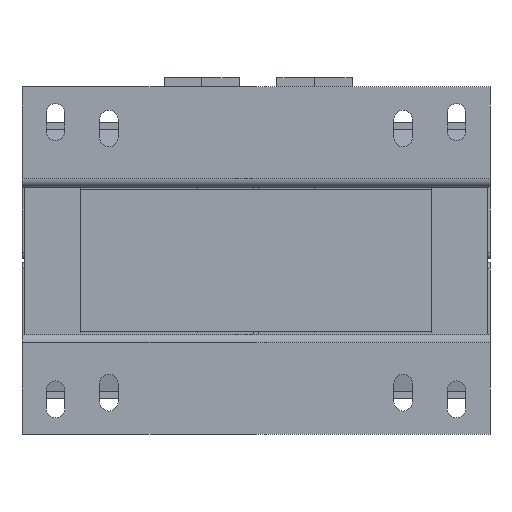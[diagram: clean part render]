
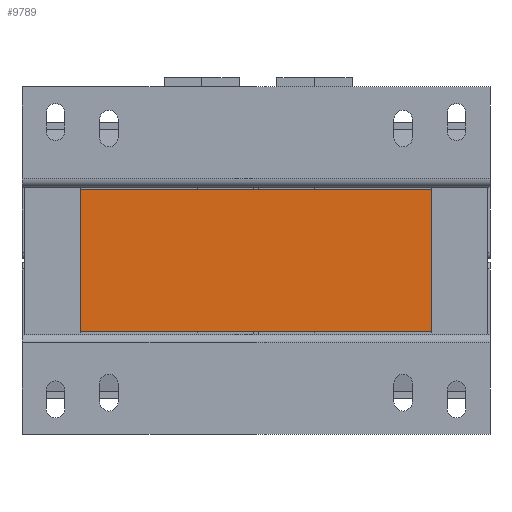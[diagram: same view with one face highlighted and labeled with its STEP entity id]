
A CAD part, front view. The second image highlights one B-rep face of the part: STEP entity #9789.
In plain terms, the highlighted planar face has unit normal (0, -1, 0).
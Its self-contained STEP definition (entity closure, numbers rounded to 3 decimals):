
#336 = DIRECTION ( 'NONE',  ( 0., 1., 0. ) ) ;
#451 = DIRECTION ( 'NONE',  ( 1., 0., 0. ) ) ;
#1303 = VECTOR ( 'NONE', #19276, 1000. ) ;
#1690 = DIRECTION ( 'NONE',  ( 0., 0., -1. ) ) ;
#3317 = ORIENTED_EDGE ( 'NONE', *, *, #10191, .F. ) ;
#3424 = VECTOR ( 'NONE', #1690, 1000. ) ;
#3811 = AXIS2_PLACEMENT_3D ( 'NONE', #9233, #336, #7970 ) ;
#4290 = CARTESIAN_POINT ( 'NONE',  ( -105., -175., 42.5 ) ) ;
#4378 = LINE ( 'NONE', #17031, #19497 ) ;
#4958 = VERTEX_POINT ( 'NONE', #4290 ) ;
#4959 = CARTESIAN_POINT ( 'NONE',  ( -105., -175., 42.5 ) ) ;
#4982 = EDGE_CURVE ( 'Defeature ausgef�hrt2_507+Defeature ausgef�hrt2_38+Defeature ausgef�hrt2_46+Defeature ausgef�hrt2_96', #6267, #17162, #5077, .T. ) ;
#5077 = LINE ( 'NONE', #7375, #1303 ) ;
#5546 = LINE ( 'NONE', #9158, #3424 ) ;
#6267 = VERTEX_POINT ( 'NONE', #9837 ) ;
#6372 = EDGE_LOOP ( 'NONE', ( #15589, #3317, #8102, #13478 ) ) ;
#6740 = VECTOR ( 'NONE', #11124, 1000. ) ;
#7375 = CARTESIAN_POINT ( 'NONE',  ( 105., -175., -42.5 ) ) ;
#7970 = DIRECTION ( 'NONE',  ( 0., 0., 1. ) ) ;
#8102 = ORIENTED_EDGE ( 'NONE', *, *, #10334, .F. ) ;
#9158 = CARTESIAN_POINT ( 'NONE',  ( 105., -175., 42.5 ) ) ;
#9233 = CARTESIAN_POINT ( 'NONE',  ( 105., -175., 42.5 ) ) ;
#9333 = EDGE_CURVE ( 'Defeature ausgef�hrt2_507+Defeature ausgef�hrt2_46+Defeature ausgef�hrt2_36+Defeature ausgef�hrt2_38', #4958, #6267, #17402, .T. ) ;
#9789 = ADVANCED_FACE ( 'Defeature ausgef�hrt2_507', ( #17661 ), #11033, .F. ) ;
#9837 = CARTESIAN_POINT ( 'NONE',  ( -105., -175., -42.5 ) ) ;
#10191 = EDGE_CURVE ( 'Defeature ausgef�hrt2_96+Defeature ausgef�hrt2_507+Defeature ausgef�hrt2_36+Defeature ausgef�hrt2_38', #15144, #17162, #5546, .T. ) ;
#10334 = EDGE_CURVE ( 'Defeature ausgef�hrt2_36+Defeature ausgef�hrt2_507+Defeature ausgef�hrt2_46+Defeature ausgef�hrt2_96', #4958, #15144, #4378, .T. ) ;
#11033 = PLANE ( 'NONE',  #3811 ) ;
#11124 = DIRECTION ( 'NONE',  ( 0., 0., -1. ) ) ;
#13478 = ORIENTED_EDGE ( 'NONE', *, *, #9333, .T. ) ;
#14652 = CARTESIAN_POINT ( 'NONE',  ( 105., -175., -42.5 ) ) ;
#15144 = VERTEX_POINT ( 'NONE', #17119 ) ;
#15589 = ORIENTED_EDGE ( 'NONE', *, *, #4982, .T. ) ;
#17031 = CARTESIAN_POINT ( 'NONE',  ( 105., -175., 42.5 ) ) ;
#17119 = CARTESIAN_POINT ( 'NONE',  ( 105., -175., 42.5 ) ) ;
#17162 = VERTEX_POINT ( 'NONE', #14652 ) ;
#17402 = LINE ( 'NONE', #4959, #6740 ) ;
#17661 = FACE_OUTER_BOUND ( 'NONE', #6372, .T. ) ;
#19276 = DIRECTION ( 'NONE',  ( 1., 0., 0. ) ) ;
#19497 = VECTOR ( 'NONE', #451, 1000. ) ;
